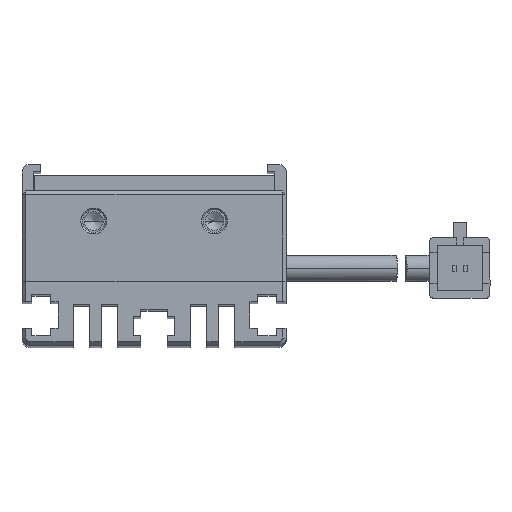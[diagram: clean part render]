
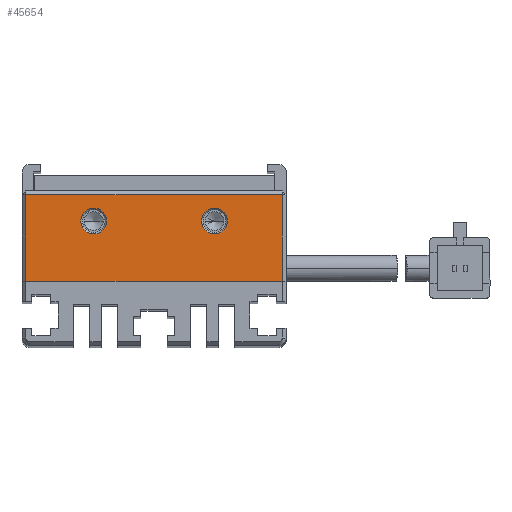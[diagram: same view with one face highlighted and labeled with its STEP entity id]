
A CAD part, top view. The second image highlights one B-rep face of the part: STEP entity #45654.
In plain terms, the highlighted planar face has unit normal (0, 0, 1).
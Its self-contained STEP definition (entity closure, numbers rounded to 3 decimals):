
#574 = ORIENTED_EDGE ( 'NONE', *, *, #23265, .T. ) ;
#986 = CARTESIAN_POINT ( 'NONE',  ( 23.925, 25.491, -40. ) ) ;
#1690 = DIRECTION ( 'NONE',  ( 0., -1., 0. ) ) ;
#5138 = VERTEX_POINT ( 'NONE', #52775 ) ;
#8358 = ORIENTED_EDGE ( 'NONE', *, *, #63337, .T. ) ;
#9670 = EDGE_LOOP ( 'NONE', ( #574, #8358, #64123, #12925 ) ) ;
#10444 = EDGE_LOOP ( 'NONE', ( #19871, #13453 ) ) ;
#11158 = FACE_OUTER_BOUND ( 'NONE', #9670, .T. ) ;
#12925 = ORIENTED_EDGE ( 'NONE', *, *, #56063, .T. ) ;
#13453 = ORIENTED_EDGE ( 'NONE', *, *, #18548, .T. ) ;
#14873 = ORIENTED_EDGE ( 'NONE', *, *, #27032, .T. ) ;
#14915 = DIRECTION ( 'NONE',  ( 1., 0., 0. ) ) ;
#16876 = CARTESIAN_POINT ( 'NONE',  ( 50.625, 27.491, -40. ) ) ;
#17730 = CARTESIAN_POINT ( 'NONE',  ( 40.925, 19.491, -40. ) ) ;
#18548 = EDGE_CURVE ( 'NONE', #53815, #33018, #25319, .T. ) ;
#18859 = CARTESIAN_POINT ( 'NONE',  ( 32.925, 27.491, -40. ) ) ;
#18952 = CARTESIAN_POINT ( 'NONE',  ( 34.625, 27.491, -40. ) ) ;
#19871 = ORIENTED_EDGE ( 'NONE', *, *, #48910, .T. ) ;
#22935 = EDGE_CURVE ( 'NONE', #5138, #61003, #24347, .T. ) ;
#23265 = EDGE_CURVE ( 'NONE', #26641, #27072, #48227, .T. ) ;
#24347 = LINE ( 'NONE', #17730, #63589 ) ;
#24567 = CARTESIAN_POINT ( 'NONE',  ( 47.225, 27.491, -40. ) ) ;
#25198 = DIRECTION ( 'NONE',  ( 1., 0., 0. ) ) ;
#25319 = CIRCLE ( 'NONE', #51187, 1.7 ) ;
#26547 = CARTESIAN_POINT ( 'NONE',  ( 40.925, 30.991, -40. ) ) ;
#26641 = VERTEX_POINT ( 'NONE', #31182 ) ;
#26773 = AXIS2_PLACEMENT_3D ( 'NONE', #18859, #57033, #62549 ) ;
#27032 = EDGE_CURVE ( 'NONE', #27988, #58879, #50780, .T. ) ;
#27072 = VERTEX_POINT ( 'NONE', #70212 ) ;
#27375 = CIRCLE ( 'NONE', #36869, 1.7 ) ;
#27988 = VERTEX_POINT ( 'NONE', #18952 ) ;
#30963 = PLANE ( 'NONE',  #70623 ) ;
#31182 = CARTESIAN_POINT ( 'NONE',  ( 57.925, 30.991, -40. ) ) ;
#31914 = EDGE_CURVE ( 'NONE', #58879, #27988, #27375, .T. ) ;
#32070 = DIRECTION ( 'NONE',  ( -1., 0., 0. ) ) ;
#33018 = VERTEX_POINT ( 'NONE', #16876 ) ;
#33698 = VECTOR ( 'NONE', #32070, 1000. ) ;
#35159 = CARTESIAN_POINT ( 'NONE',  ( 48.925, 27.491, -40. ) ) ;
#36062 = DIRECTION ( 'NONE',  ( 1., 0., 0. ) ) ;
#36869 = AXIS2_PLACEMENT_3D ( 'NONE', #41952, #58762, #14915 ) ;
#39997 = AXIS2_PLACEMENT_3D ( 'NONE', #35159, #50393, #51099 ) ;
#41952 = CARTESIAN_POINT ( 'NONE',  ( 32.925, 27.491, -40. ) ) ;
#44664 = CARTESIAN_POINT ( 'NONE',  ( 57.925, 19.491, -40. ) ) ;
#45654 = ADVANCED_FACE ( 'NONE', ( #11158, #58016, #64039 ), #30963, .T. ) ;
#46319 = LINE ( 'NONE', #62884, #70202 ) ;
#48227 = LINE ( 'NONE', #26547, #33698 ) ;
#48910 = EDGE_CURVE ( 'NONE', #33018, #53815, #65333, .T. ) ;
#49309 = ORIENTED_EDGE ( 'NONE', *, *, #31914, .T. ) ;
#50393 = DIRECTION ( 'NONE',  ( 0., 0., -1. ) ) ;
#50780 = CIRCLE ( 'NONE', #26773, 1.7 ) ;
#51099 = DIRECTION ( 'NONE',  ( 1., 0., 0. ) ) ;
#51187 = AXIS2_PLACEMENT_3D ( 'NONE', #62462, #68219, #36062 ) ;
#51188 = CARTESIAN_POINT ( 'NONE',  ( 31.225, 27.491, -40. ) ) ;
#51687 = DIRECTION ( 'NONE',  ( 0., 1., 0. ) ) ;
#52140 = CARTESIAN_POINT ( 'NONE',  ( 40.925, 25.491, -40. ) ) ;
#52775 = CARTESIAN_POINT ( 'NONE',  ( 23.925, 19.491, -40. ) ) ;
#53815 = VERTEX_POINT ( 'NONE', #24567 ) ;
#55063 = VECTOR ( 'NONE', #1690, 1000. ) ;
#56063 = EDGE_CURVE ( 'NONE', #61003, #26641, #46319, .T. ) ;
#57033 = DIRECTION ( 'NONE',  ( 0., 0., -1. ) ) ;
#58016 = FACE_BOUND ( 'NONE', #10444, .T. ) ;
#58294 = DIRECTION ( 'NONE',  ( 0., 0., 1. ) ) ;
#58762 = DIRECTION ( 'NONE',  ( 0., 0., -1. ) ) ;
#58879 = VERTEX_POINT ( 'NONE', #51188 ) ;
#61003 = VERTEX_POINT ( 'NONE', #44664 ) ;
#62462 = CARTESIAN_POINT ( 'NONE',  ( 48.925, 27.491, -40. ) ) ;
#62549 = DIRECTION ( 'NONE',  ( 1., 0., 0. ) ) ;
#62884 = CARTESIAN_POINT ( 'NONE',  ( 57.925, 25.491, -40. ) ) ;
#63337 = EDGE_CURVE ( 'NONE', #27072, #5138, #70423, .T. ) ;
#63589 = VECTOR ( 'NONE', #67111, 1000. ) ;
#64039 = FACE_BOUND ( 'NONE', #66352, .T. ) ;
#64123 = ORIENTED_EDGE ( 'NONE', *, *, #22935, .T. ) ;
#65333 = CIRCLE ( 'NONE', #39997, 1.7 ) ;
#66352 = EDGE_LOOP ( 'NONE', ( #14873, #49309 ) ) ;
#67111 = DIRECTION ( 'NONE',  ( 1., 0., 0. ) ) ;
#68219 = DIRECTION ( 'NONE',  ( 0., 0., -1. ) ) ;
#70202 = VECTOR ( 'NONE', #51687, 1000. ) ;
#70212 = CARTESIAN_POINT ( 'NONE',  ( 23.925, 30.991, -40. ) ) ;
#70423 = LINE ( 'NONE', #986, #55063 ) ;
#70623 = AXIS2_PLACEMENT_3D ( 'NONE', #52140, #58294, #25198 ) ;
